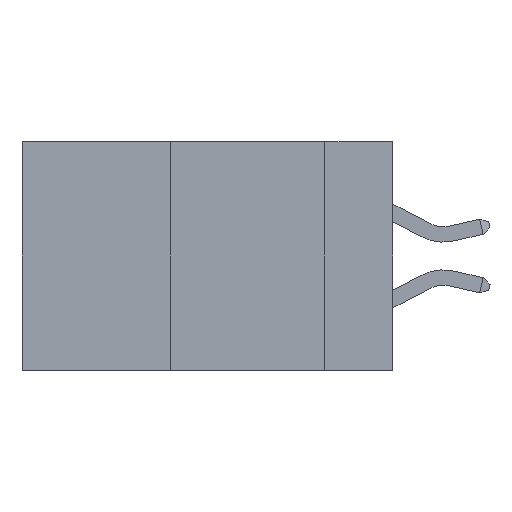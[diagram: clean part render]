
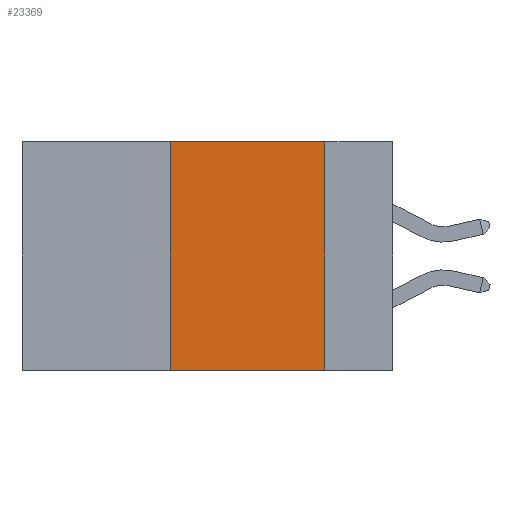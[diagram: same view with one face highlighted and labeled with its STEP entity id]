
A CAD part, left-side view. The second image highlights one B-rep face of the part: STEP entity #23369.
In plain terms, the highlighted planar face has unit normal (-1, 0, 0).
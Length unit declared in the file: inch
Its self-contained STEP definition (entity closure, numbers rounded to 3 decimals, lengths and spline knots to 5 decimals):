
#478 = DIRECTION ( 'NONE',  ( 0., 0., -1. ) ) ;
#1998 = ORIENTED_EDGE ( 'NONE', *, *, #10936, .T. ) ;
#2090 = VERTEX_POINT ( 'NONE', #12317 ) ;
#2346 = AXIS2_PLACEMENT_3D ( 'NONE', #8339, #21836, #478 ) ;
#2356 = VERTEX_POINT ( 'NONE', #9438 ) ;
#2586 = ORIENTED_EDGE ( 'NONE', *, *, #24423, .F. ) ;
#3220 = DIRECTION ( 'NONE',  ( 0., -1., 0. ) ) ;
#3857 = CARTESIAN_POINT ( 'NONE',  ( 0., 0.36, 0. ) ) ;
#4174 = LINE ( 'NONE', #24129, #22356 ) ;
#4557 = DIRECTION ( 'NONE',  ( 0., 0., -1. ) ) ;
#5144 = VECTOR ( 'NONE', #9836, 39.37008 ) ;
#5261 = FACE_OUTER_BOUND ( 'NONE', #7923, .T. ) ;
#6570 = DIRECTION ( 'NONE',  ( 0., 0., 1. ) ) ;
#7067 = ORIENTED_EDGE ( 'NONE', *, *, #15505, .F. ) ;
#7357 = VECTOR ( 'NONE', #3220, 39.37008 ) ;
#7923 = EDGE_LOOP ( 'NONE', ( #17031, #2586, #7067, #1998 ) ) ;
#8339 = CARTESIAN_POINT ( 'NONE',  ( 0., 0.6, 0. ) ) ;
#9438 = CARTESIAN_POINT ( 'NONE',  ( 0., 0.11, -0.37 ) ) ;
#9836 = DIRECTION ( 'NONE',  ( 0., -1., 0. ) ) ;
#10936 = EDGE_CURVE ( 'NONE', #2090, #2356, #12657, .T. ) ;
#12317 = CARTESIAN_POINT ( 'NONE',  ( 0., 0.36, -0.37 ) ) ;
#12646 = LINE ( 'NONE', #13153, #7357 ) ;
#12657 = LINE ( 'NONE', #13557, #5144 ) ;
#13153 = CARTESIAN_POINT ( 'NONE',  ( 0., 0.6, 0. ) ) ;
#13333 = CARTESIAN_POINT ( 'NONE',  ( 0., 0.11, 0. ) ) ;
#13557 = CARTESIAN_POINT ( 'NONE',  ( 0., 0.6, -0.37 ) ) ;
#14109 = LINE ( 'NONE', #24291, #22056 ) ;
#15505 = EDGE_CURVE ( 'NONE', #2090, #17301, #4174, .T. ) ;
#17031 = ORIENTED_EDGE ( 'NONE', *, *, #19414, .F. ) ;
#17301 = VERTEX_POINT ( 'NONE', #3857 ) ;
#19414 = EDGE_CURVE ( 'NONE', #22280, #2356, #14109, .T. ) ;
#20134 = PLANE ( 'NONE',  #2346 ) ;
#21836 = DIRECTION ( 'NONE',  ( 1., 0., 0. ) ) ;
#22056 = VECTOR ( 'NONE', #4557, 39.37008 ) ;
#22280 = VERTEX_POINT ( 'NONE', #13333 ) ;
#22356 = VECTOR ( 'NONE', #6570, 39.37008 ) ;
#23369 = ADVANCED_FACE ( 'NONE', ( #5261 ), #20134, .F. ) ;
#24129 = CARTESIAN_POINT ( 'NONE',  ( 0., 0.36, 0. ) ) ;
#24291 = CARTESIAN_POINT ( 'NONE',  ( 0., 0.11, 0. ) ) ;
#24423 = EDGE_CURVE ( 'NONE', #17301, #22280, #12646, .T. ) ;
